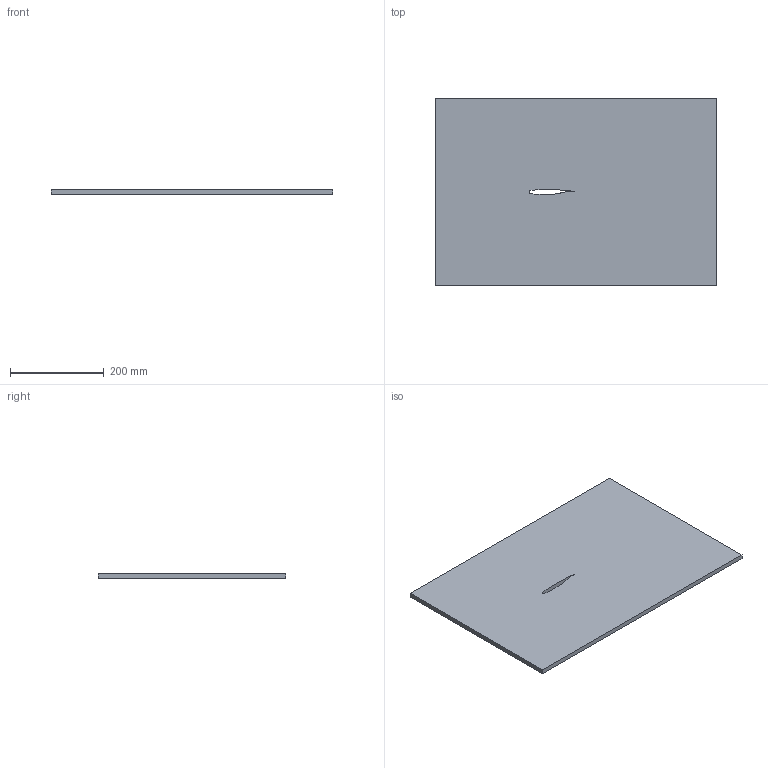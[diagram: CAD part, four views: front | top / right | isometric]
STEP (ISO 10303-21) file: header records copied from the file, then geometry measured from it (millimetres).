
FILE_DESCRIPTION(('CATIA V5 STEP Exchange'),'2;1');
FILE_NAME('whitcomb2.stp','2015-05-15T09:15:37+00:00',('none'),('none'),'CATIA Version 5 Release 21 GA (IN-10)','CATIA V5 STEP AP203','none');
FILE_SCHEMA(('CONFIG_CONTROL_DESIGN'));
Length unit declared in the file: millimetre
Products named in the file (1): Whitcomb
Bounding box: 600 x 400 x 10 mm (x, y, z)
Volume: 2394348.8 mm3; surface area: 500772.5 mm2
Topology: 1 solids, 1 shells, 8 faces, 18 edges, 12 vertices
Faces by surface type: plane 7, extrusion 1
Entity records: 900 total; most frequent: CARTESIAN_POINT 675, ORIENTED_EDGE 36, DIRECTION 31, EDGE_CURVE 18, VECTOR 17, LINE 16, VERTEX_POINT 12, EDGE_LOOP 10
